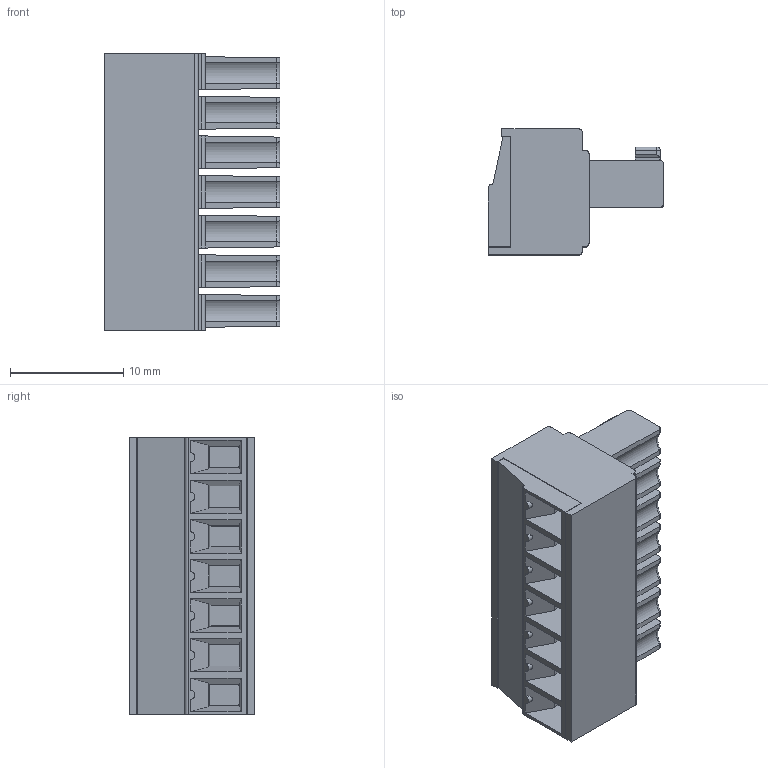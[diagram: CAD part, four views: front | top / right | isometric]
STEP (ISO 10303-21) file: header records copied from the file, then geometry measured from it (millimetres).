
FILE_DESCRIPTION(('STEP AP214'),'1');
FILE_NAME('SH04-7.stp','2018-11-19T09:07:34',(' '),(' '),'Spatial InterOp 3D',' ',' ');
FILE_SCHEMA(('AUTOMOTIVE_DESIGN { 1 0 10303 214 1 1 1 1 }'));
Length unit declared in the file: metre
Products named in the file (1): 1
Bounding box: 15.5 x 11.1 x 24.5 mm (x, y, z)
Volume: 2251.8 mm3; surface area: 2844.9 mm2
Topology: 1 solids, 1 shells, 544 faces, 1444 edges, 921 vertices
Faces by surface type: plane 367, cylinder 127, cone 21, torus 15, sphere 14
Full cylindrical faces by diameter (mm): 1.2 x7, 1.8 x3, 2.8 x7, 3 x7
Entity records: 20713 total; most frequent: CARTESIAN_POINT 3120, ORIENTED_EDGE 2716, DIRECTION 2695, EDGE_CURVE 1358, LINE 1015, VECTOR 1015, VERTEX_POINT 894, AXIS2_PLACEMENT_3D 840
